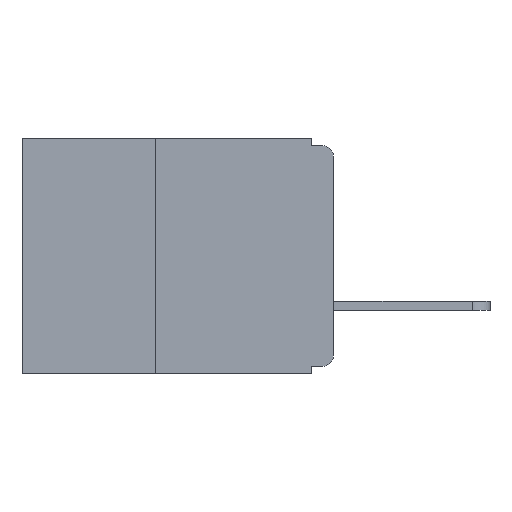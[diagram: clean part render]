
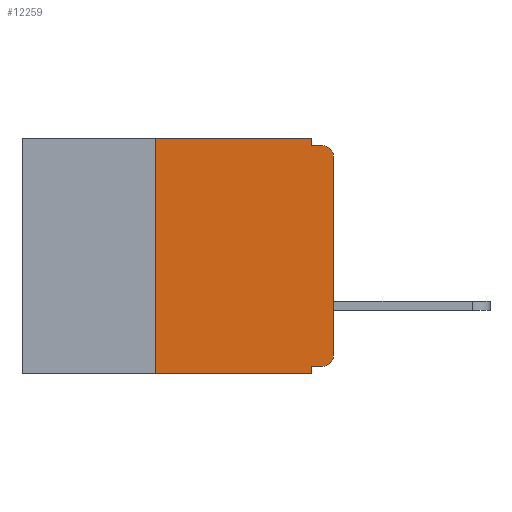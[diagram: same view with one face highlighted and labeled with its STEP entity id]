
A CAD part, left-side view. The second image highlights one B-rep face of the part: STEP entity #12259.
In plain terms, the highlighted planar face has unit normal (-1, 0, 0).
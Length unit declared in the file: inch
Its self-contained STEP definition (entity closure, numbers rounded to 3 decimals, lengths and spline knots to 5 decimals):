
#13 = CARTESIAN_POINT ( 'NONE',  ( 0., 0.031, -0.32 ) ) ;
#315 = EDGE_CURVE ( 'NONE', #12287, #7102, #7139, .T. ) ;
#403 = LINE ( 'NONE', #14135, #3828 ) ;
#431 = EDGE_LOOP ( 'NONE', ( #2253, #9354, #8326, #1659, #5421, #8183, #6638, #13369, #14566, #11411 ) ) ;
#588 = EDGE_CURVE ( 'NONE', #1415, #7530, #8576, .T. ) ;
#652 = CARTESIAN_POINT ( 'NONE',  ( 0., 0., -0.01 ) ) ;
#708 = CARTESIAN_POINT ( 'NONE',  ( 0., 0.015, -0.025 ) ) ;
#724 = EDGE_CURVE ( 'NONE', #5696, #11908, #403, .T. ) ;
#762 = DIRECTION ( 'NONE',  ( 0., -1., 0. ) ) ;
#1112 = EDGE_CURVE ( 'NONE', #12287, #11908, #2603, .T. ) ;
#1415 = VERTEX_POINT ( 'NONE', #12899 ) ;
#1554 = VERTEX_POINT ( 'NONE', #7503 ) ;
#1659 = ORIENTED_EDGE ( 'NONE', *, *, #12454, .F. ) ;
#1746 = CARTESIAN_POINT ( 'NONE',  ( 0., 0.437, 0. ) ) ;
#1829 = VECTOR ( 'NONE', #762, 39.37008 ) ;
#1974 = DIRECTION ( 'NONE',  ( 0., 0., -1. ) ) ;
#2074 = VECTOR ( 'NONE', #6796, 39.37008 ) ;
#2253 = ORIENTED_EDGE ( 'NONE', *, *, #588, .T. ) ;
#2380 = EDGE_CURVE ( 'NONE', #12498, #1415, #4922, .T. ) ;
#2603 = LINE ( 'NONE', #3522, #4176 ) ;
#3075 = DIRECTION ( 'NONE',  ( 0., 0., -1. ) ) ;
#3167 = CARTESIAN_POINT ( 'NONE',  ( 0., 0.031, 0. ) ) ;
#3481 = FACE_OUTER_BOUND ( 'NONE', #431, .T. ) ;
#3522 = CARTESIAN_POINT ( 'NONE',  ( 0., 0.437, -0.33 ) ) ;
#3828 = VECTOR ( 'NONE', #8225, 39.37008 ) ;
#4099 = DIRECTION ( 'NONE',  ( 0., 0., -1. ) ) ;
#4161 = DIRECTION ( 'NONE',  ( 1., 0., 0. ) ) ;
#4176 = VECTOR ( 'NONE', #6925, 39.37008 ) ;
#4391 = CARTESIAN_POINT ( 'NONE',  ( 0., 0.25, -0.33 ) ) ;
#4702 = LINE ( 'NONE', #652, #1829 ) ;
#4854 = CARTESIAN_POINT ( 'NONE',  ( 0., 0.25, 0. ) ) ;
#4901 = LINE ( 'NONE', #15102, #5644 ) ;
#4922 = CIRCLE ( 'NONE', #10869, 0.015 ) ;
#5421 = ORIENTED_EDGE ( 'NONE', *, *, #5473, .F. ) ;
#5473 = EDGE_CURVE ( 'NONE', #7102, #12864, #6072, .T. ) ;
#5644 = VECTOR ( 'NONE', #11611, 39.37008 ) ;
#5696 = VERTEX_POINT ( 'NONE', #13 ) ;
#6072 = LINE ( 'NONE', #1746, #15114 ) ;
#6408 = PLANE ( 'NONE',  #11340 ) ;
#6443 = CARTESIAN_POINT ( 'NONE',  ( 0., 0.015, -0.305 ) ) ;
#6494 = CARTESIAN_POINT ( 'NONE',  ( 0., 0., -0.32 ) ) ;
#6638 = ORIENTED_EDGE ( 'NONE', *, *, #1112, .T. ) ;
#6796 = DIRECTION ( 'NONE',  ( 0., 0., 1. ) ) ;
#6841 = CARTESIAN_POINT ( 'NONE',  ( 0., 0.031, -0.33 ) ) ;
#6925 = DIRECTION ( 'NONE',  ( 0., -1., 0. ) ) ;
#7102 = VERTEX_POINT ( 'NONE', #4854 ) ;
#7139 = LINE ( 'NONE', #4391, #2074 ) ;
#7503 = CARTESIAN_POINT ( 'NONE',  ( 0., 0.031, -0.01 ) ) ;
#7530 = VERTEX_POINT ( 'NONE', #15083 ) ;
#7636 = CARTESIAN_POINT ( 'NONE',  ( 0., 0.25, -0.33 ) ) ;
#7972 = CARTESIAN_POINT ( 'NONE',  ( 0., 0., 0. ) ) ;
#8183 = ORIENTED_EDGE ( 'NONE', *, *, #315, .F. ) ;
#8225 = DIRECTION ( 'NONE',  ( 0., 0., -1. ) ) ;
#8326 = ORIENTED_EDGE ( 'NONE', *, *, #13203, .F. ) ;
#8576 = LINE ( 'NONE', #7972, #11135 ) ;
#8693 = DIRECTION ( 'NONE',  ( -1., 0., 0. ) ) ;
#8734 = VECTOR ( 'NONE', #11250, 39.37008 ) ;
#8821 = DIRECTION ( 'NONE',  ( -1., 0., 0. ) ) ;
#9354 = ORIENTED_EDGE ( 'NONE', *, *, #14952, .T. ) ;
#9367 = CARTESIAN_POINT ( 'NONE',  ( 0., 0.015, -0.32 ) ) ;
#9649 = CIRCLE ( 'NONE', #11361, 0.015 ) ;
#10869 = AXIS2_PLACEMENT_3D ( 'NONE', #6443, #8693, #4099 ) ;
#10949 = DIRECTION ( 'NONE',  ( 0., -1., 0. ) ) ;
#11135 = VECTOR ( 'NONE', #11473, 39.37008 ) ;
#11158 = CARTESIAN_POINT ( 'NONE',  ( 0., 0.437, 0. ) ) ;
#11250 = DIRECTION ( 'NONE',  ( 0., 1., 0. ) ) ;
#11340 = AXIS2_PLACEMENT_3D ( 'NONE', #11158, #4161, #3075 ) ;
#11361 = AXIS2_PLACEMENT_3D ( 'NONE', #708, #8821, #1974 ) ;
#11411 = ORIENTED_EDGE ( 'NONE', *, *, #2380, .T. ) ;
#11473 = DIRECTION ( 'NONE',  ( 0., 0., 1. ) ) ;
#11611 = DIRECTION ( 'NONE',  ( 0., 0., -1. ) ) ;
#11908 = VERTEX_POINT ( 'NONE', #6841 ) ;
#12259 = ADVANCED_FACE ( 'NONE', ( #3481 ), #6408, .F. ) ;
#12287 = VERTEX_POINT ( 'NONE', #7636 ) ;
#12290 = VERTEX_POINT ( 'NONE', #13387 ) ;
#12454 = EDGE_CURVE ( 'NONE', #12864, #1554, #4901, .T. ) ;
#12498 = VERTEX_POINT ( 'NONE', #9367 ) ;
#12699 = EDGE_CURVE ( 'NONE', #12498, #5696, #14634, .T. ) ;
#12864 = VERTEX_POINT ( 'NONE', #3167 ) ;
#12899 = CARTESIAN_POINT ( 'NONE',  ( 0., 0., -0.305 ) ) ;
#13203 = EDGE_CURVE ( 'NONE', #1554, #12290, #4702, .T. ) ;
#13369 = ORIENTED_EDGE ( 'NONE', *, *, #724, .F. ) ;
#13387 = CARTESIAN_POINT ( 'NONE',  ( 0., 0.015, -0.01 ) ) ;
#14135 = CARTESIAN_POINT ( 'NONE',  ( 0., 0.031, -0.33 ) ) ;
#14566 = ORIENTED_EDGE ( 'NONE', *, *, #12699, .F. ) ;
#14634 = LINE ( 'NONE', #6494, #8734 ) ;
#14952 = EDGE_CURVE ( 'NONE', #7530, #12290, #9649, .T. ) ;
#15083 = CARTESIAN_POINT ( 'NONE',  ( 0., 0., -0.025 ) ) ;
#15102 = CARTESIAN_POINT ( 'NONE',  ( 0., 0.031, 0. ) ) ;
#15114 = VECTOR ( 'NONE', #10949, 39.37008 ) ;
